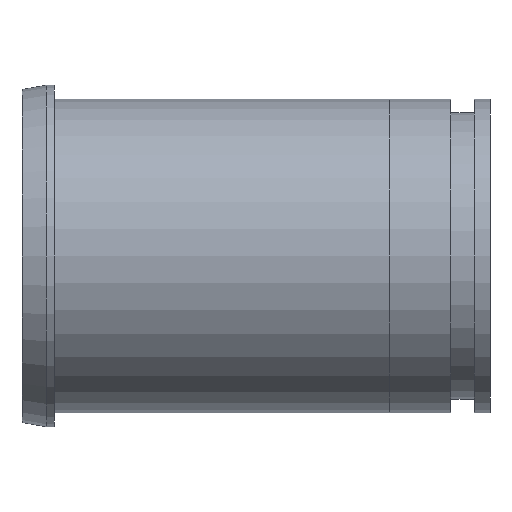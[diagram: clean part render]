
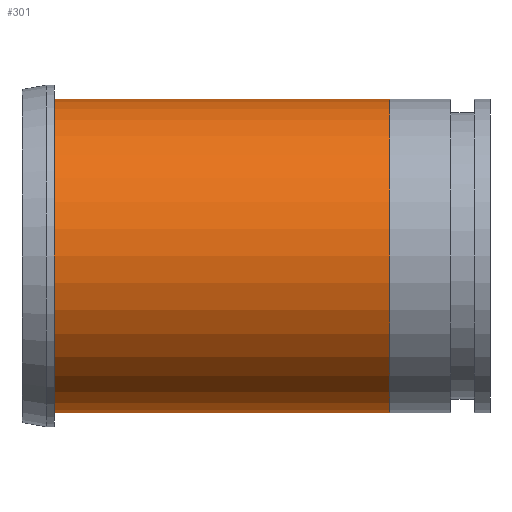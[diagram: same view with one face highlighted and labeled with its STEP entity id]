
A CAD part, left-side view. The second image highlights one B-rep face of the part: STEP entity #301.
In plain terms, the highlighted cylindrical face has radius 25.4 mm (diameter 50.8 mm), a partial arc.
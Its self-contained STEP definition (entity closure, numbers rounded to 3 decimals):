
#245=CARTESIAN_POINT('Axis2P3D Location',(0.,21.671,0.)) ;
#254=CARTESIAN_POINT('Vertex',(0.,54.367,25.4)) ;
#256=CARTESIAN_POINT('Vertex',(0.,54.367,-25.4)) ;
#259=CARTESIAN_POINT('Line Origine',(0.,19.055,25.4)) ;
#263=CARTESIAN_POINT('Vertex',(0.,0.,25.4)) ;
#270=CARTESIAN_POINT('Vertex',(0.,0.,-25.4)) ;
#273=CARTESIAN_POINT('Line Origine',(0.,19.055,-25.4)) ;
#285=CARTESIAN_POINT('Axis2P3D Location',(0.,54.367,0.)) ;
#290=CARTESIAN_POINT('Axis2P3D Location',(0.,0.,0.)) ;
#261=VECTOR('Line Direction',#260,1.) ;
#275=VECTOR('Line Direction',#274,1.) ;
#246=DIRECTION('Axis2P3D Direction',(0.,1.,0.)) ;
#247=DIRECTION('Axis2P3D XDirection',(0.,0.,1.)) ;
#260=DIRECTION('Vector Direction',(0.,1.,0.)) ;
#274=DIRECTION('Vector Direction',(0.,1.,0.)) ;
#286=DIRECTION('Axis2P3D Direction',(0.,1.,0.)) ;
#291=DIRECTION('Axis2P3D Direction',(0.,1.,0.)) ;
#248=AXIS2_PLACEMENT_3D('Cylinder Axis2P3D',#245,#246,#247) ;
#287=AXIS2_PLACEMENT_3D('Circle Axis2P3D',#285,#286,$) ;
#292=AXIS2_PLACEMENT_3D('Circle Axis2P3D',#290,#291,$) ;
#262=LINE('Line',#259,#261) ;
#276=LINE('Line',#273,#275) ;
#288=CIRCLE('generated circle',#287,25.4) ;
#293=CIRCLE('generated circle',#292,25.4) ;
#249=CYLINDRICAL_SURFACE('generated cylinder',#248,25.4) ;
#265=EDGE_CURVE('',#255,#264,#262,.F.) ;
#277=EDGE_CURVE('',#257,#271,#276,.F.) ;
#289=EDGE_CURVE('',#257,#255,#288,.T.) ;
#294=EDGE_CURVE('',#271,#264,#293,.T.) ;
#296=ORIENTED_EDGE('',*,*,#289,.F.) ;
#297=ORIENTED_EDGE('',*,*,#277,.T.) ;
#298=ORIENTED_EDGE('',*,*,#294,.T.) ;
#299=ORIENTED_EDGE('',*,*,#265,.F.) ;
#295=EDGE_LOOP('',(#296,#297,#298,#299)) ;
#255=VERTEX_POINT('',#254) ;
#257=VERTEX_POINT('',#256) ;
#264=VERTEX_POINT('',#263) ;
#271=VERTEX_POINT('',#270) ;
#301=ADVANCED_FACE('PartBody',(#300),#249,.T.) ;
#300=FACE_OUTER_BOUND('',#295,.T.) ;
